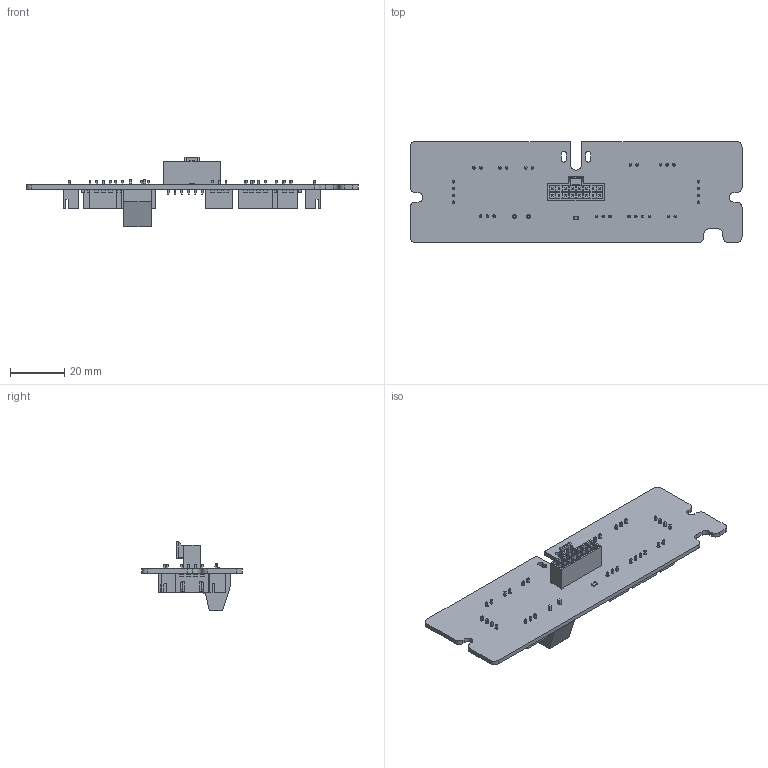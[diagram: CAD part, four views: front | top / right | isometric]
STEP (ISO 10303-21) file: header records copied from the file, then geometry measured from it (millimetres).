
FILE_DESCRIPTION(('KiCad electronic assembly'),'2;1');
FILE_NAME('V0-UmbilicalBoard.step','2022-01-25T12:09:43',('An Author'),( 'A Company'),'Open CASCADE STEP processor 7.5', 'KiCad to STEP converter','Unknown');
FILE_SCHEMA(('AUTOMOTIVE_DESIGN { 1 0 10303 214 1 1 1 1 }'));
Length unit declared in the file: millimetre
Products named in the file (16): Open CASCADE STEP translator 7.5 1; 1053101116; COMPOUND; JST_XH_B3B-XH-A_1x03_P2.50mm_Vertical; SOLID; C_0805_2012Metric; JST_XH_B4B-XH-A_1x04_P2.50mm_Vertical; TerminalBlock_Phoenix_MKDS-1,5-2-5.08_1x02_P5.08mm_Horizontal; JST_XH_B2B-XH-A_1x02_P2.50mm_Vertical; R_0805_2012Metric
Assembly tree (25 placements, depth 3):
  Open CASCADE STEP translator 7.5 1
    1053101116
      COMPOUND
    JST_XH_B3B-XH-A_1x03_P2.50mm_Vertical  x3
      SOLID
    C_0805_2012Metric  x3
      SOLID
    JST_XH_B4B-XH-A_1x04_P2.50mm_Vertical  x3
      SOLID
    TerminalBlock_Phoenix_MKDS-1,5-2-5.08_1x02_P5.08mm_Horizontal
      SOLID
    JST_XH_B2B-XH-A_1x02_P2.50mm_Vertical  x5
      SOLID
    R_0805_2012Metric
      SOLID
    COMPOUND
Bounding box: 122 x 37 x 25.68 mm (x, y, z)
Volume: 10769.9 mm3; surface area: 18396.7 mm2
Topology: 18 solids, 18 shells, 1962 faces, 5086 edges, 3275 vertices
Faces by surface type: plane 1755, cylinder 196, bspline 8, sphere 2, cone 1
Full cylindrical faces by diameter (mm): 0.95 x21, 1 x10, 1.2 x16, 1.3 x3, 3.8 x2, 4 x2
Entity records: 69153 total; most frequent: CARTESIAN_POINT 11256, DIRECTION 10217, LINE 7240, VECTOR 7240, ORIENTED_EDGE 5268, PCURVE 5268, DEFINITIONAL_REPRESENTATION 5268, EDGE_CURVE 2634
